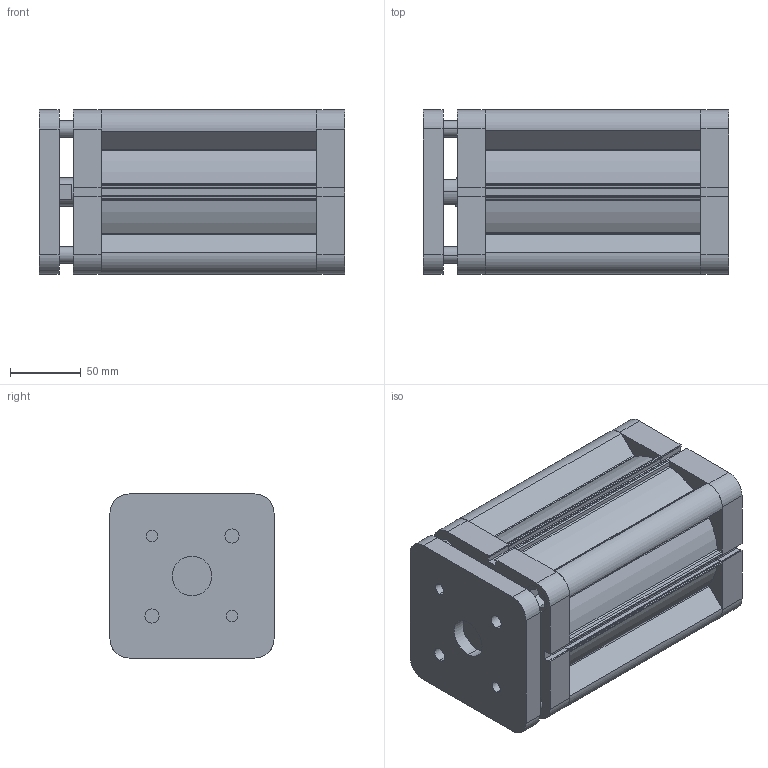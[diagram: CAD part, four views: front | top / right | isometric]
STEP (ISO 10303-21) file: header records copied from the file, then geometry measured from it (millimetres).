
FILE_DESCRIPTION (( 'STEP AP214' ), '1' );
FILE_NAME ('KCY-100-125-CYLINDER.STEP', '2013-07-24T15:07:12', ( '' ), ( '' ), 'SwSTEP 2.0', 'SolidWorks 2010', '' );
FILE_SCHEMA (( 'AUTOMOTIVE_DESIGN' ));
Length unit declared in the file: millimetre
Products named in the file (6): KCY 100  ARKA KAPAK; KCY  100  烰 KAPAK; KCY  100  M尳; KCY 100  BORU_Varsayýlan; 100 KCY  BAÐ. BRAKET; KCY-100-125-CYLINDER
Assembly tree (5 placements, depth 2):
  KCY-100-125-CYLINDER
    KCY 100  ARKA KAPAK
    KCY  100  M尳
    KCY 100  BORU_Varsayýlan
    100 KCY  BAÐ. BRAKET
    KCY  100  烰 KAPAK
Bounding box: 216 x 116 x 116 mm (x, y, z)
Volume: 1345818.5 mm3; surface area: 332750.3 mm2
Topology: 5 solids, 5 shells, 346 faces, 916 edges, 606 vertices
Faces by surface type: plane 189, cylinder 144, cone 13
Entity records: 11320 total; most frequent: DIRECTION 1919, CARTESIAN_POINT 1889, ORIENTED_EDGE 1828, EDGE_CURVE 914, AXIS2_PLACEMENT_3D 656, VECTOR 607, LINE 607, VERTEX_POINT 606
